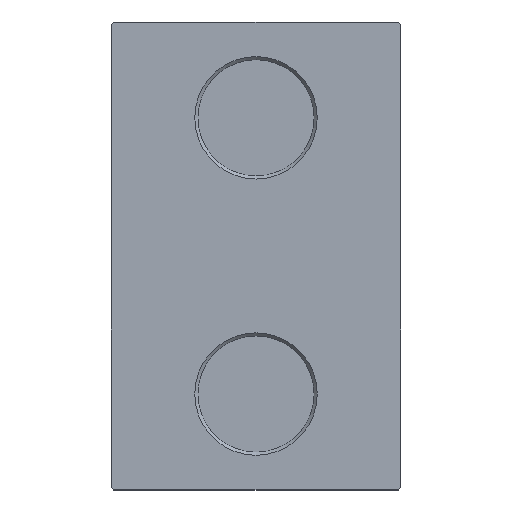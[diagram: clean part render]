
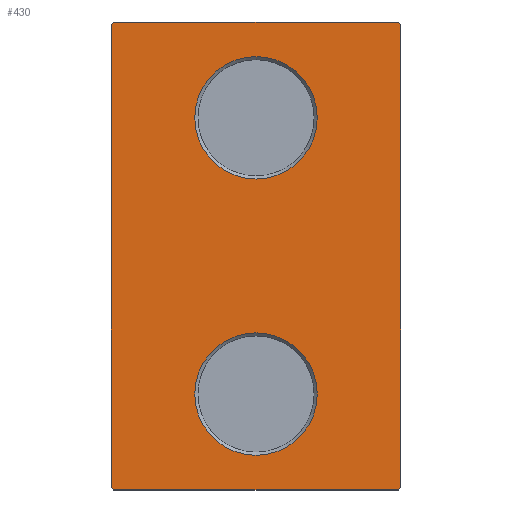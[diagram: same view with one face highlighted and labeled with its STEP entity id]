
A CAD part, top view. The second image highlights one B-rep face of the part: STEP entity #430.
In plain terms, the highlighted planar face has unit normal (0, 0, 1).
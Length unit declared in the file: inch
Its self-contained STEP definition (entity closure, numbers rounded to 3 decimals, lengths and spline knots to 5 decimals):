
#21=FACE_BOUND('',#77,.T.);
#22=FACE_BOUND('',#78,.T.);
#30=PLANE('',#487);
#48=FACE_OUTER_BOUND('',#76,.T.);
#76=EDGE_LOOP('',(#329,#330,#331,#332,#333,#334,#335,#336,#337,#338,#339,
#340,#341,#342,#343,#344));
#77=EDGE_LOOP('',(#345));
#78=EDGE_LOOP('',(#346));
#107=LINE('',#721,#143);
#108=LINE('',#725,#144);
#109=LINE('',#729,#145);
#110=LINE('',#733,#146);
#111=LINE('',#737,#147);
#112=LINE('',#741,#148);
#113=LINE('',#745,#149);
#114=LINE('',#749,#150);
#143=VECTOR('',#581,0.3937);
#144=VECTOR('',#584,0.3937);
#145=VECTOR('',#587,0.3937);
#146=VECTOR('',#590,0.3937);
#147=VECTOR('',#593,0.3937);
#148=VECTOR('',#596,0.3937);
#149=VECTOR('',#599,0.3937);
#150=VECTOR('',#602,0.3937);
#173=CIRCLE('',#475,0.49213);
#182=CIRCLE('',#486,0.49213);
#183=CIRCLE('',#488,0.005);
#184=CIRCLE('',#489,0.005);
#185=CIRCLE('',#490,0.005);
#186=CIRCLE('',#491,0.005);
#187=CIRCLE('',#492,0.005);
#188=CIRCLE('',#493,0.005);
#189=CIRCLE('',#494,0.005);
#190=CIRCLE('',#495,0.005);
#197=VERTEX_POINT('',#678);
#214=VERTEX_POINT('',#715);
#215=VERTEX_POINT('',#719);
#216=VERTEX_POINT('',#720);
#217=VERTEX_POINT('',#722);
#218=VERTEX_POINT('',#724);
#219=VERTEX_POINT('',#726);
#220=VERTEX_POINT('',#728);
#221=VERTEX_POINT('',#730);
#222=VERTEX_POINT('',#732);
#223=VERTEX_POINT('',#734);
#224=VERTEX_POINT('',#736);
#225=VERTEX_POINT('',#738);
#226=VERTEX_POINT('',#740);
#227=VERTEX_POINT('',#742);
#228=VERTEX_POINT('',#744);
#229=VERTEX_POINT('',#746);
#230=VERTEX_POINT('',#748);
#239=EDGE_CURVE('',#197,#197,#173,.T.);
#257=EDGE_CURVE('',#214,#214,#182,.T.);
#259=EDGE_CURVE('',#215,#216,#107,.T.);
#260=EDGE_CURVE('',#216,#217,#183,.T.);
#261=EDGE_CURVE('',#217,#218,#108,.T.);
#262=EDGE_CURVE('',#218,#219,#184,.T.);
#263=EDGE_CURVE('',#219,#220,#109,.T.);
#264=EDGE_CURVE('',#220,#221,#185,.T.);
#265=EDGE_CURVE('',#221,#222,#110,.T.);
#266=EDGE_CURVE('',#222,#223,#186,.T.);
#267=EDGE_CURVE('',#223,#224,#111,.T.);
#268=EDGE_CURVE('',#224,#225,#187,.T.);
#269=EDGE_CURVE('',#225,#226,#112,.T.);
#270=EDGE_CURVE('',#226,#227,#188,.T.);
#271=EDGE_CURVE('',#227,#228,#113,.T.);
#272=EDGE_CURVE('',#228,#229,#189,.T.);
#273=EDGE_CURVE('',#229,#230,#114,.T.);
#274=EDGE_CURVE('',#230,#215,#190,.T.);
#329=ORIENTED_EDGE('',*,*,#259,.T.);
#330=ORIENTED_EDGE('',*,*,#260,.T.);
#331=ORIENTED_EDGE('',*,*,#261,.T.);
#332=ORIENTED_EDGE('',*,*,#262,.T.);
#333=ORIENTED_EDGE('',*,*,#263,.T.);
#334=ORIENTED_EDGE('',*,*,#264,.T.);
#335=ORIENTED_EDGE('',*,*,#265,.T.);
#336=ORIENTED_EDGE('',*,*,#266,.T.);
#337=ORIENTED_EDGE('',*,*,#267,.T.);
#338=ORIENTED_EDGE('',*,*,#268,.T.);
#339=ORIENTED_EDGE('',*,*,#269,.T.);
#340=ORIENTED_EDGE('',*,*,#270,.T.);
#341=ORIENTED_EDGE('',*,*,#271,.T.);
#342=ORIENTED_EDGE('',*,*,#272,.T.);
#343=ORIENTED_EDGE('',*,*,#273,.T.);
#344=ORIENTED_EDGE('',*,*,#274,.T.);
#345=ORIENTED_EDGE('',*,*,#239,.T.);
#346=ORIENTED_EDGE('',*,*,#257,.T.);
#430=ADVANCED_FACE('',(#48,#21,#22),#30,.F.);
#475=AXIS2_PLACEMENT_3D('',#679,#545,#546);
#486=AXIS2_PLACEMENT_3D('',#716,#576,#577);
#487=AXIS2_PLACEMENT_3D('',#718,#579,#580);
#488=AXIS2_PLACEMENT_3D('',#723,#582,#583);
#489=AXIS2_PLACEMENT_3D('',#727,#585,#586);
#490=AXIS2_PLACEMENT_3D('',#731,#588,#589);
#491=AXIS2_PLACEMENT_3D('',#735,#591,#592);
#492=AXIS2_PLACEMENT_3D('',#739,#594,#595);
#493=AXIS2_PLACEMENT_3D('',#743,#597,#598);
#494=AXIS2_PLACEMENT_3D('',#747,#600,#601);
#495=AXIS2_PLACEMENT_3D('',#750,#603,#604);
#545=DIRECTION('center_axis',(0.,0.,-1.));
#546=DIRECTION('ref_axis',(1.,0.,0.));
#576=DIRECTION('center_axis',(0.,0.,-1.));
#577=DIRECTION('ref_axis',(1.,0.,0.));
#579=DIRECTION('center_axis',(0.,0.,-1.));
#580=DIRECTION('ref_axis',(-1.,0.,0.));
#581=DIRECTION('',(-1.,0.,0.));
#582=DIRECTION('center_axis',(0.,0.,1.));
#583=DIRECTION('ref_axis',(-0.383,0.924,0.));
#584=DIRECTION('',(-0.707,-0.707,0.));
#585=DIRECTION('center_axis',(0.,0.,1.));
#586=DIRECTION('ref_axis',(-0.924,0.383,0.));
#587=DIRECTION('',(0.,-1.,0.));
#588=DIRECTION('center_axis',(0.,0.,1.));
#589=DIRECTION('ref_axis',(-0.924,-0.383,0.));
#590=DIRECTION('',(0.707,-0.707,0.));
#591=DIRECTION('center_axis',(0.,0.,1.));
#592=DIRECTION('ref_axis',(-0.383,-0.924,0.));
#593=DIRECTION('',(1.,0.,0.));
#594=DIRECTION('center_axis',(0.,0.,1.));
#595=DIRECTION('ref_axis',(0.383,-0.924,0.));
#596=DIRECTION('',(0.707,0.707,0.));
#597=DIRECTION('center_axis',(0.,0.,1.));
#598=DIRECTION('ref_axis',(0.924,-0.383,0.));
#599=DIRECTION('',(0.,1.,0.));
#600=DIRECTION('center_axis',(0.,0.,1.));
#601=DIRECTION('ref_axis',(0.924,0.383,0.));
#602=DIRECTION('',(-0.707,0.707,0.));
#603=DIRECTION('center_axis',(0.,0.,1.));
#604=DIRECTION('ref_axis',(0.383,0.924,0.));
#678=CARTESIAN_POINT('',(0.6725,0.8,0.6));
#679=CARTESIAN_POINT('Origin',(1.16463,0.8,0.6));
#715=CARTESIAN_POINT('',(0.6725,3.02,0.6));
#716=CARTESIAN_POINT('Origin',(1.16463,3.02,0.6));
#718=CARTESIAN_POINT('Origin',(2.25425,0.,0.6));
#719=CARTESIAN_POINT('',(2.30718,3.79,0.6));
#720=CARTESIAN_POINT('',(0.02207,3.79,0.6));
#721=CARTESIAN_POINT('',(1.70944,3.79,0.6));
#722=CARTESIAN_POINT('',(0.01854,3.78854,0.6));
#723=CARTESIAN_POINT('Origin',(0.02207,3.785,0.6));
#724=CARTESIAN_POINT('',(0.00146,3.77146,0.6));
#725=CARTESIAN_POINT('',(-0.945,2.825,0.6));
#726=CARTESIAN_POINT('',(0.,3.76793,0.6));
#727=CARTESIAN_POINT('Origin',(0.005,3.76793,0.6));
#728=CARTESIAN_POINT('',(0.,0.05207,0.6));
#729=CARTESIAN_POINT('',(0.,0.,0.6));
#730=CARTESIAN_POINT('',(0.00146,0.04854,0.6));
#731=CARTESIAN_POINT('Origin',(0.005,0.05207,0.6));
#732=CARTESIAN_POINT('',(0.01854,0.03146,0.6));
#733=CARTESIAN_POINT('',(0.01,0.04,0.6));
#734=CARTESIAN_POINT('',(0.02207,0.03,0.6));
#735=CARTESIAN_POINT('Origin',(0.02207,0.035,0.6));
#736=CARTESIAN_POINT('',(2.30718,0.03,0.6));
#737=CARTESIAN_POINT('',(0.58231,0.03,0.6));
#738=CARTESIAN_POINT('',(2.31072,0.03146,0.6));
#739=CARTESIAN_POINT('Origin',(2.30718,0.035,0.6));
#740=CARTESIAN_POINT('',(2.32779,0.04854,0.6));
#741=CARTESIAN_POINT('',(2.3005,0.02125,0.6));
#742=CARTESIAN_POINT('',(2.32925,0.05207,0.6));
#743=CARTESIAN_POINT('Origin',(2.32425,0.05207,0.6));
#744=CARTESIAN_POINT('',(2.32925,3.76793,0.6));
#745=CARTESIAN_POINT('',(2.32925,0.,0.6));
#746=CARTESIAN_POINT('',(2.32779,3.77146,0.6));
#747=CARTESIAN_POINT('Origin',(2.32425,3.76793,0.6));
#748=CARTESIAN_POINT('',(2.31072,3.78854,0.6));
#749=CARTESIAN_POINT('',(3.2555,2.84375,0.6));
#750=CARTESIAN_POINT('Origin',(2.30718,3.785,0.6));
